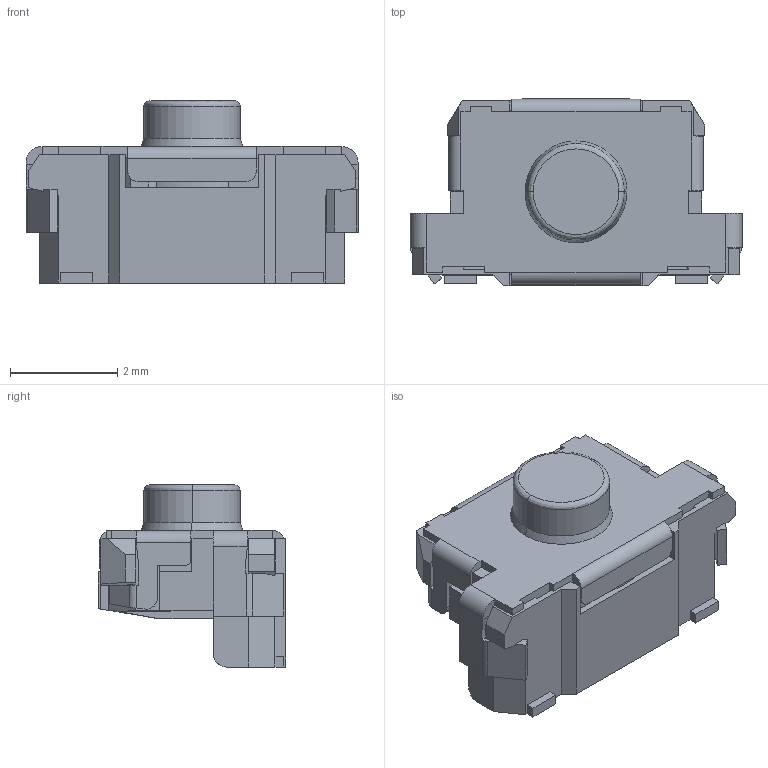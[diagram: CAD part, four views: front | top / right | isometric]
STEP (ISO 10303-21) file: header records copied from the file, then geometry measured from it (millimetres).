
FILE_DESCRIPTION (( 'STEP AP203' ), '1' );
FILE_NAME ('EVQP4KB3Q.STEP', '2013-05-10T06:49:15', ( '' ), ( '' ), 'SwSTEP 2.0', 'SolidWorks 2011', '' );
FILE_SCHEMA (( 'CONFIG_CONTROL_DESIGN' ));
Length unit declared in the file: millimetre
Products named in the file (1): EVQP4KB3Q
Bounding box: 6.2 x 3.5 x 3.4 mm (x, y, z)
Surface area: 97.7 mm2 (no closed solid volume)
Topology: 0 solids, 3 shells, 331 faces, 970 edges, 637 vertices
Faces by surface type: plane 266, cylinder 48, bspline 15, cone 2
Entity records: 12461 total; most frequent: CARTESIAN_POINT 4203, ORIENTED_EDGE 1940, DIRECTION 1326, EDGE_CURVE 970, VECTOR 684, LINE 684, VERTEX_POINT 637, EDGE_LOOP 335
